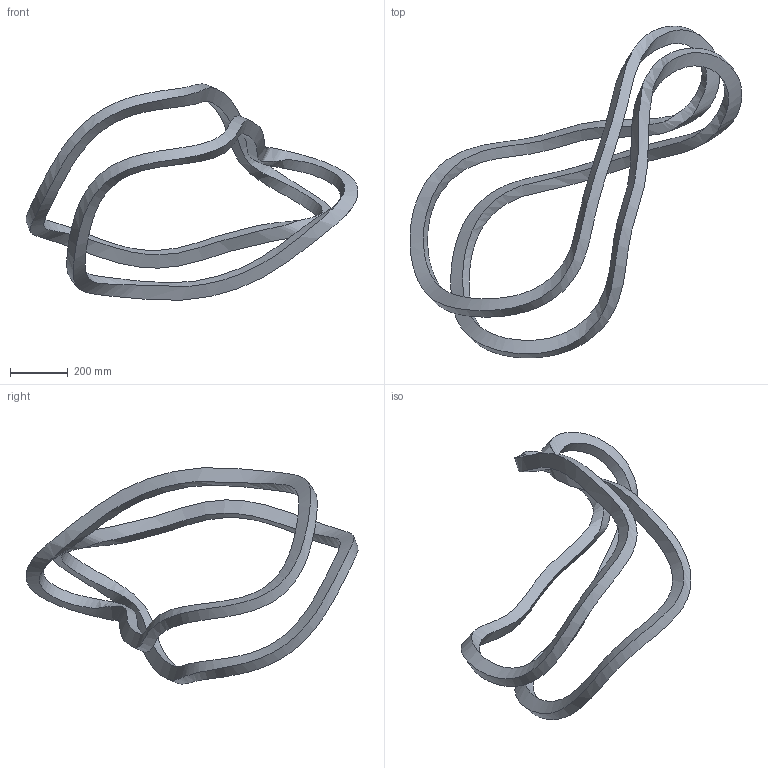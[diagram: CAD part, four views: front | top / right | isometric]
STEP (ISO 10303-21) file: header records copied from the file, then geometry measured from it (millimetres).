
FILE_DESCRIPTION(('Open CASCADE Model'),'2;1');
FILE_NAME('Open CASCADE Shape Model','2025-08-08T15:18:57',('Author'),( 'Open CASCADE'),'Open CASCADE STEP processor 7.7','Open CASCADE 7.7' ,'Unknown');
FILE_SCHEMA(('AUTOMOTIVE_DESIGN { 1 0 10303 214 1 1 1 1 }'));
Length unit declared in the file: millimetre
Products named in the file (5): Open CASCADE STEP translator 7.7 1; Open CASCADE STEP translator 7.7 1.1; Open CASCADE STEP translator 7.7 1.2; Open CASCADE STEP translator 7.7 1.3; Open CASCADE STEP translator 7.7 1.4
Assembly tree (4 placements, depth 2):
  Open CASCADE STEP translator 7.7 1
    Open CASCADE STEP translator 7.7 1.1
    Open CASCADE STEP translator 7.7 1.2
    Open CASCADE STEP translator 7.7 1.3
    Open CASCADE STEP translator 7.7 1.4
Bounding box: 1149.2 x 1149.2 x 749.82 mm (x, y, z)
Volume: 12705560.8 mm3; surface area: 2636493.9 mm2
Topology: 4 solids, 6 shells, 24 faces, 48 edges, 24 vertices
Faces by surface type: bspline 24
Entity records: 11452 total; most frequent: CARTESIAN_POINT 10565, ORIENTED_EDGE 96, PCURVE 96, DEFINITIONAL_REPRESENTATION 96, DIRECTION 82, B_SPLINE_CURVE_WITH_KNOTS 72, LINE 72, VECTOR 72
